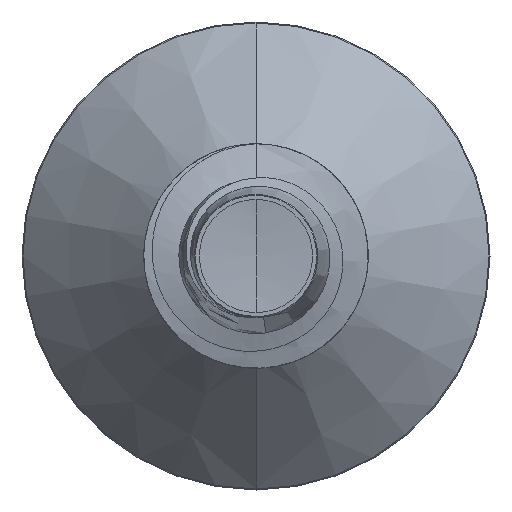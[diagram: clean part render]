
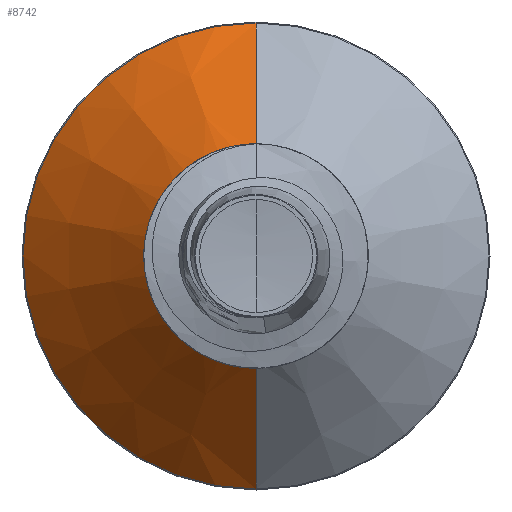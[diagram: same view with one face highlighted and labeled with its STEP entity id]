
A CAD part, front view. The second image highlights one B-rep face of the part: STEP entity #8742.
In plain terms, the highlighted conical face has half-angle 45 degrees and reference radius 1.633 mm.
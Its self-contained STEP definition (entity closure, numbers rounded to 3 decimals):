
#1907 = ORIENTED_EDGE ( 'NONE', *, *, #19617, .F. ) ;
#2524 = DIRECTION ( 'NONE',  ( 0., 0., 1. ) ) ;
#2544 = DIRECTION ( 'NONE',  ( 0., 1., 0. ) ) ;
#2552 = CARTESIAN_POINT ( 'NONE',  ( 0., 14.832, 0. ) ) ;
#2623 = CARTESIAN_POINT ( 'NONE',  ( 0., 14.832, 1.632 ) ) ;
#2853 = CARTESIAN_POINT ( 'NONE',  ( 0., 14.832, 0. ) ) ;
#2923 = DIRECTION ( 'NONE',  ( 0., 0., 1. ) ) ;
#3031 = DIRECTION ( 'NONE',  ( 0., 1., 0. ) ) ;
#4336 = CARTESIAN_POINT ( 'NONE',  ( 0., 14.832, -1.632 ) ) ;
#4363 = FACE_OUTER_BOUND ( 'NONE', #20453, .T. ) ;
#4512 = VERTEX_POINT ( 'NONE', #11690 ) ;
#5134 = VERTEX_POINT ( 'NONE', #11410 ) ;
#5859 = AXIS2_PLACEMENT_3D ( 'NONE', #22582, #12378, #24017 ) ;
#6848 = CIRCLE ( 'NONE', #5859, 3.635 ) ;
#7328 = ORIENTED_EDGE ( 'NONE', *, *, #18959, .T. ) ;
#8742 = ADVANCED_FACE ( 'NONE', ( #4363 ), #8910, .T. ) ;
#8786 = EDGE_CURVE ( 'NONE', #5134, #10686, #14177, .T. ) ;
#8910 = CONICAL_SURFACE ( 'NONE', #14801, 1.632, 0.785 ) ;
#10686 = VERTEX_POINT ( 'NONE', #2623 ) ;
#10853 = VECTOR ( 'NONE', #24359, 1000. ) ;
#11410 = CARTESIAN_POINT ( 'NONE',  ( 0., 14.832, -1.632 ) ) ;
#11690 = CARTESIAN_POINT ( 'NONE',  ( 0., 16.835, -3.635 ) ) ;
#12196 = ORIENTED_EDGE ( 'NONE', *, *, #8786, .T. ) ;
#12378 = DIRECTION ( 'NONE',  ( 0., 1., 0. ) ) ;
#14177 = CIRCLE ( 'NONE', #14769, 1.632 ) ;
#14769 = AXIS2_PLACEMENT_3D ( 'NONE', #2552, #2544, #2524 ) ;
#14801 = AXIS2_PLACEMENT_3D ( 'NONE', #2853, #3031, #2923 ) ;
#15814 = LINE ( 'NONE', #4336, #10853 ) ;
#17511 = CARTESIAN_POINT ( 'NONE',  ( 0., 16.835, 3.635 ) ) ;
#18959 = EDGE_CURVE ( 'NONE', #10686, #21838, #19304, .T. ) ;
#19304 = LINE ( 'NONE', #19874, #22982 ) ;
#19617 = EDGE_CURVE ( 'NONE', #4512, #21838, #6848, .T. ) ;
#19874 = CARTESIAN_POINT ( 'NONE',  ( 0., 14.832, 1.632 ) ) ;
#20436 = ORIENTED_EDGE ( 'NONE', *, *, #21517, .F. ) ;
#20453 = EDGE_LOOP ( 'NONE', ( #20436, #12196, #7328, #1907 ) ) ;
#21517 = EDGE_CURVE ( 'NONE', #5134, #4512, #15814, .T. ) ;
#21838 = VERTEX_POINT ( 'NONE', #17511 ) ;
#22582 = CARTESIAN_POINT ( 'NONE',  ( 0., 16.835, 0. ) ) ;
#22982 = VECTOR ( 'NONE', #24363, 1000. ) ;
#24017 = DIRECTION ( 'NONE',  ( 0., 0., 1. ) ) ;
#24359 = DIRECTION ( 'NONE',  ( 0., 0.707, -0.707 ) ) ;
#24363 = DIRECTION ( 'NONE',  ( 0., 0.707, 0.707 ) ) ;
